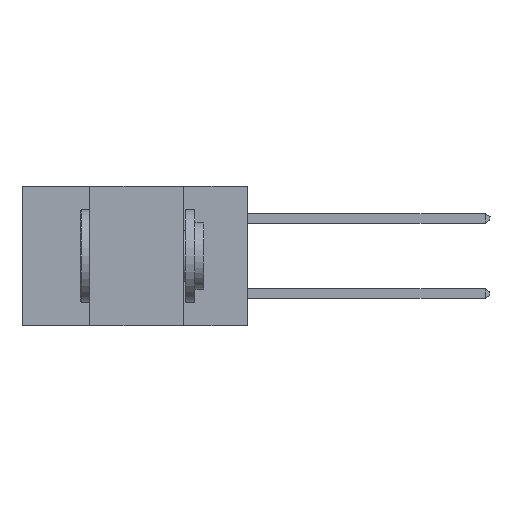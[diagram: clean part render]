
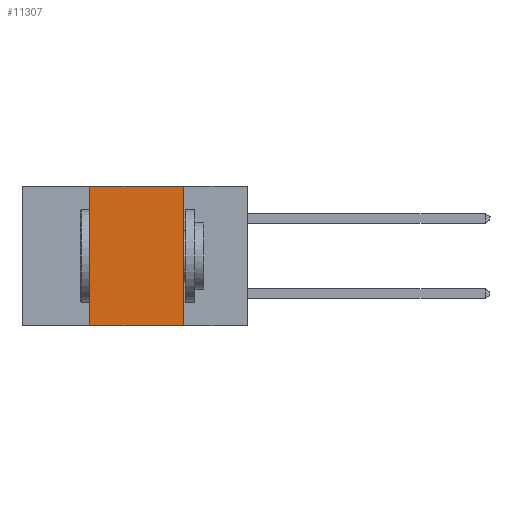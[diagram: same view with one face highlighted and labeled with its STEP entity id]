
A CAD part, left-side view. The second image highlights one B-rep face of the part: STEP entity #11307.
In plain terms, the highlighted planar face has unit normal (-1, 0, 0).
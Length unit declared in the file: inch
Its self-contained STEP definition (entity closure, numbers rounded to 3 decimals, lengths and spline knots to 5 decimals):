
#838 = LINE ( 'NONE', #25469, #14577 ) ;
#2553 = CARTESIAN_POINT ( 'NONE',  ( 0., 0.6, 0. ) ) ;
#2607 = VERTEX_POINT ( 'NONE', #7672 ) ;
#2677 = DIRECTION ( 'NONE',  ( 0., 0., -1. ) ) ;
#4165 = EDGE_CURVE ( 'NONE', #30471, #25384, #838, .T. ) ;
#4848 = ORIENTED_EDGE ( 'NONE', *, *, #10331, .F. ) ;
#5984 = EDGE_LOOP ( 'NONE', ( #17438, #4848, #15186, #13164 ) ) ;
#7672 = CARTESIAN_POINT ( 'NONE',  ( 0., 0.42, 0. ) ) ;
#9752 = CARTESIAN_POINT ( 'NONE',  ( 0., 0.6, 0. ) ) ;
#10331 = EDGE_CURVE ( 'NONE', #2607, #30471, #17359, .T. ) ;
#10446 = CARTESIAN_POINT ( 'NONE',  ( 0., 0.17, 0. ) ) ;
#11044 = VECTOR ( 'NONE', #13967, 39.37008 ) ;
#11307 = ADVANCED_FACE ( 'NONE', ( #29273 ), #23968, .F. ) ;
#11745 = CARTESIAN_POINT ( 'NONE',  ( 0., 0.6, -0.37 ) ) ;
#12109 = DIRECTION ( 'NONE',  ( 1., 0., 0. ) ) ;
#13164 = ORIENTED_EDGE ( 'NONE', *, *, #19533, .T. ) ;
#13967 = DIRECTION ( 'NONE',  ( 0., -1., 0. ) ) ;
#14577 = VECTOR ( 'NONE', #20389, 39.37008 ) ;
#15186 = ORIENTED_EDGE ( 'NONE', *, *, #25331, .F. ) ;
#15508 = VERTEX_POINT ( 'NONE', #17191 ) ;
#16173 = LINE ( 'NONE', #22495, #17674 ) ;
#16408 = VECTOR ( 'NONE', #26121, 39.37008 ) ;
#17191 = CARTESIAN_POINT ( 'NONE',  ( 0., 0.42, -0.37 ) ) ;
#17359 = LINE ( 'NONE', #2553, #11044 ) ;
#17438 = ORIENTED_EDGE ( 'NONE', *, *, #4165, .F. ) ;
#17601 = DIRECTION ( 'NONE',  ( 0., 0., 1. ) ) ;
#17674 = VECTOR ( 'NONE', #17601, 39.37008 ) ;
#19533 = EDGE_CURVE ( 'NONE', #15508, #25384, #26111, .T. ) ;
#20389 = DIRECTION ( 'NONE',  ( 0., 0., -1. ) ) ;
#22495 = CARTESIAN_POINT ( 'NONE',  ( 0., 0.42, 0. ) ) ;
#23968 = PLANE ( 'NONE',  #24621 ) ;
#24621 = AXIS2_PLACEMENT_3D ( 'NONE', #9752, #12109, #2677 ) ;
#25331 = EDGE_CURVE ( 'NONE', #15508, #2607, #16173, .T. ) ;
#25384 = VERTEX_POINT ( 'NONE', #27200 ) ;
#25469 = CARTESIAN_POINT ( 'NONE',  ( 0., 0.17, 0. ) ) ;
#26111 = LINE ( 'NONE', #11745, #16408 ) ;
#26121 = DIRECTION ( 'NONE',  ( 0., -1., 0. ) ) ;
#27200 = CARTESIAN_POINT ( 'NONE',  ( 0., 0.17, -0.37 ) ) ;
#29273 = FACE_OUTER_BOUND ( 'NONE', #5984, .T. ) ;
#30471 = VERTEX_POINT ( 'NONE', #10446 ) ;
